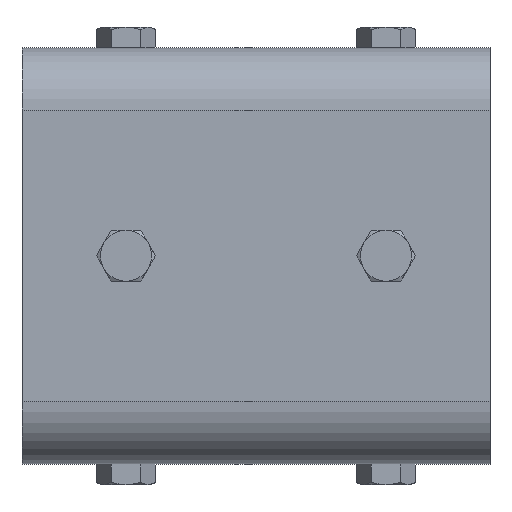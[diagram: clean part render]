
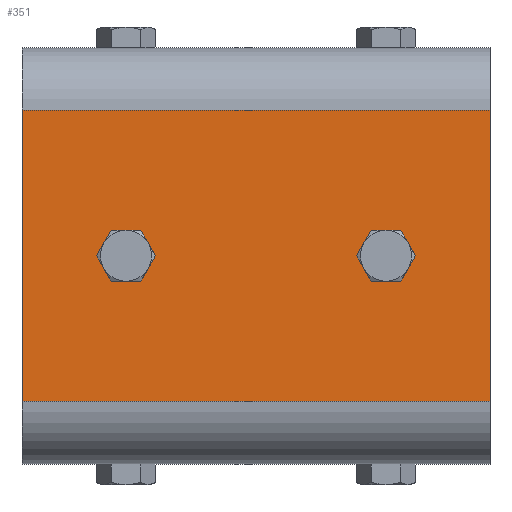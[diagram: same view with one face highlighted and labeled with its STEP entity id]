
A CAD part, top view. The second image highlights one B-rep face of the part: STEP entity #351.
In plain terms, the highlighted face is planar.
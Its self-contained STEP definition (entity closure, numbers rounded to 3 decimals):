
#351=ADVANCED_FACE('',(#696,#697,#698),#699,.T.);
#696=FACE_OUTER_BOUND('',#1130,.T.);
#697=FACE_BOUND('',#1131,.T.);
#698=FACE_BOUND('',#1132,.T.);
#699=PLANE('',#1133);
#1130=EDGE_LOOP('',(#1629,#1630,#1631,#1632));
#1131=EDGE_LOOP('',(#1633));
#1132=EDGE_LOOP('',(#1634));
#1133=AXIS2_PLACEMENT_3D('',#1635,#1636,#1637);
#1629=ORIENTED_EDGE('',*,*,#2661,.T.);
#1630=ORIENTED_EDGE('',*,*,#2662,.F.);
#1631=ORIENTED_EDGE('',*,*,#2663,.T.);
#1632=ORIENTED_EDGE('',*,*,#2664,.T.);
#1633=ORIENTED_EDGE('',*,*,#2665,.T.);
#1634=ORIENTED_EDGE('',*,*,#2666,.T.);
#1635=CARTESIAN_POINT('',(-6.972,221.804,16.024));
#1636=DIRECTION('',(0.,1.,0.));
#1637=DIRECTION('',(1.,0.,0.));
#2661=EDGE_CURVE('',#3125,#3126,#3127,.T.);
#2662=EDGE_CURVE('',#3128,#3126,#3129,.T.);
#2663=EDGE_CURVE('',#3128,#3130,#3131,.T.);
#2664=EDGE_CURVE('',#3130,#3125,#3132,.T.);
#2665=EDGE_CURVE('',#3133,#3133,#3134,.T.);
#2666=EDGE_CURVE('',#3135,#3135,#3136,.T.);
#3125=VERTEX_POINT('',#3926);
#3126=VERTEX_POINT('',#3927);
#3127=LINE('',#3928,#3929);
#3128=VERTEX_POINT('',#3930);
#3129=LINE('',#3931,#3932);
#3130=VERTEX_POINT('',#3933);
#3131=LINE('',#3934,#3935);
#3132=LINE('',#3936,#3937);
#3133=VERTEX_POINT('',#3938);
#3134=CIRCLE('',#3939,3.375);
#3135=VERTEX_POINT('',#3940);
#3136=CIRCLE('',#3941,3.375);
#3926=CARTESIAN_POINT('',(-34.972,221.804,106.024));
#3927=CARTESIAN_POINT('',(21.028,221.804,106.024));
#3928=CARTESIAN_POINT('',(21.028,221.804,106.024));
#3929=VECTOR('',#5030,1.);
#3930=CARTESIAN_POINT('',(21.028,221.804,16.024));
#3931=CARTESIAN_POINT('',(21.028,221.804,16.024));
#3932=VECTOR('',#5031,1.);
#3933=CARTESIAN_POINT('',(-34.972,221.804,16.024));
#3934=CARTESIAN_POINT('',(21.028,221.804,16.024));
#3935=VECTOR('',#5032,1.);
#3936=CARTESIAN_POINT('',(-34.972,221.804,16.024));
#3937=VECTOR('',#5033,1.);
#3938=CARTESIAN_POINT('',(-10.347,221.804,86.024));
#3939=AXIS2_PLACEMENT_3D('',#5034,#5035,#5036);
#3940=CARTESIAN_POINT('',(-10.347,221.804,36.024));
#3941=AXIS2_PLACEMENT_3D('',#5037,#5038,#5039);
#5030=DIRECTION('',(1.,0.,0.));
#5031=DIRECTION('',(0.,0.,1.));
#5032=DIRECTION('',(-1.,0.,0.));
#5033=DIRECTION('',(0.,0.,1.));
#5034=CARTESIAN_POINT('',(-6.972,221.804,86.024));
#5035=DIRECTION('',(0.,-1.,0.));
#5036=DIRECTION('',(-1.,0.,0.));
#5037=CARTESIAN_POINT('',(-6.972,221.804,36.024));
#5038=DIRECTION('',(0.,-1.,0.));
#5039=DIRECTION('',(-1.,0.,0.));
